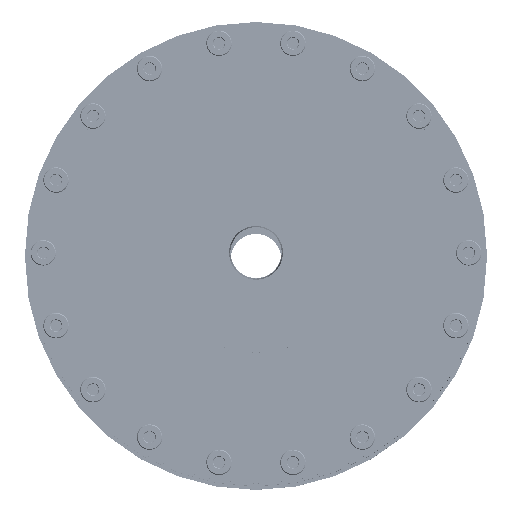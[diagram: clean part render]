
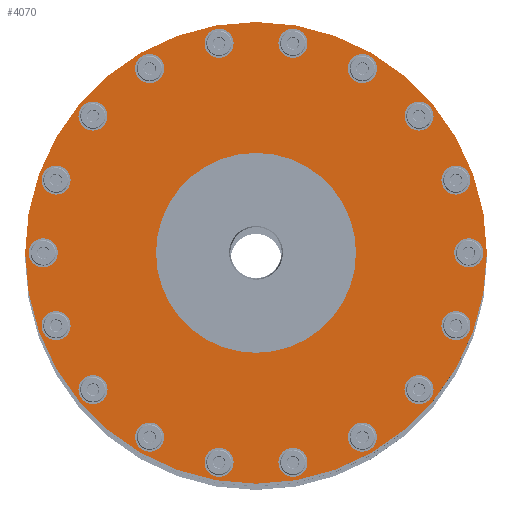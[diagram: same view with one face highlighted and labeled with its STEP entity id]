
A CAD part, top view. The second image highlights one B-rep face of the part: STEP entity #4070.
In plain terms, the highlighted face is planar.
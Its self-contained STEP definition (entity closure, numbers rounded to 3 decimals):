
#745=FACE_BOUND('',#1331,.T.);
#746=FACE_BOUND('',#1332,.T.);
#747=FACE_BOUND('',#1333,.T.);
#748=FACE_BOUND('',#1334,.T.);
#749=FACE_BOUND('',#1335,.T.);
#750=FACE_BOUND('',#1336,.T.);
#751=FACE_BOUND('',#1337,.T.);
#752=FACE_BOUND('',#1338,.T.);
#753=FACE_BOUND('',#1339,.T.);
#754=FACE_BOUND('',#1340,.T.);
#755=FACE_BOUND('',#1341,.T.);
#756=FACE_BOUND('',#1342,.T.);
#757=FACE_BOUND('',#1343,.T.);
#758=FACE_BOUND('',#1344,.T.);
#759=FACE_BOUND('',#1345,.T.);
#760=FACE_BOUND('',#1346,.T.);
#761=FACE_BOUND('',#1347,.T.);
#762=FACE_BOUND('',#1348,.T.);
#763=FACE_BOUND('',#1349,.T.);
#783=PLANE('',#4497);
#1038=FACE_OUTER_BOUND('',#1330,.T.);
#1330=EDGE_LOOP('',(#3305));
#1331=EDGE_LOOP('',(#3306));
#1332=EDGE_LOOP('',(#3307));
#1333=EDGE_LOOP('',(#3308));
#1334=EDGE_LOOP('',(#3309));
#1335=EDGE_LOOP('',(#3310));
#1336=EDGE_LOOP('',(#3311));
#1337=EDGE_LOOP('',(#3312));
#1338=EDGE_LOOP('',(#3313));
#1339=EDGE_LOOP('',(#3314));
#1340=EDGE_LOOP('',(#3315));
#1341=EDGE_LOOP('',(#3316));
#1342=EDGE_LOOP('',(#3317));
#1343=EDGE_LOOP('',(#3318));
#1344=EDGE_LOOP('',(#3319));
#1345=EDGE_LOOP('',(#3320));
#1346=EDGE_LOOP('',(#3321));
#1347=EDGE_LOOP('',(#3322));
#1348=EDGE_LOOP('',(#3323));
#1349=EDGE_LOOP('',(#3324));
#1964=CIRCLE('',#4445,2.);
#1979=CIRCLE('',#4474,27.5);
#1981=CIRCLE('',#4478,63.5);
#1999=CIRCLE('',#4498,2.);
#2000=CIRCLE('',#4499,2.);
#2001=CIRCLE('',#4500,2.);
#2002=CIRCLE('',#4501,2.);
#2003=CIRCLE('',#4502,2.);
#2004=CIRCLE('',#4503,2.);
#2005=CIRCLE('',#4504,2.);
#2006=CIRCLE('',#4505,2.);
#2007=CIRCLE('',#4506,2.);
#2008=CIRCLE('',#4507,2.);
#2009=CIRCLE('',#4508,2.);
#2010=CIRCLE('',#4509,2.);
#2011=CIRCLE('',#4510,2.);
#2012=CIRCLE('',#4511,2.);
#2013=CIRCLE('',#4512,2.);
#2014=CIRCLE('',#4513,2.);
#2015=CIRCLE('',#4514,2.);
#2165=VERTEX_POINT('',#6397);
#2180=VERTEX_POINT('',#6449);
#2182=VERTEX_POINT('',#6456);
#2200=VERTEX_POINT('',#6495);
#2201=VERTEX_POINT('',#6497);
#2202=VERTEX_POINT('',#6499);
#2203=VERTEX_POINT('',#6501);
#2204=VERTEX_POINT('',#6503);
#2205=VERTEX_POINT('',#6505);
#2206=VERTEX_POINT('',#6507);
#2207=VERTEX_POINT('',#6509);
#2208=VERTEX_POINT('',#6511);
#2209=VERTEX_POINT('',#6513);
#2210=VERTEX_POINT('',#6515);
#2211=VERTEX_POINT('',#6517);
#2212=VERTEX_POINT('',#6519);
#2213=VERTEX_POINT('',#6521);
#2214=VERTEX_POINT('',#6523);
#2215=VERTEX_POINT('',#6525);
#2216=VERTEX_POINT('',#6527);
#2557=EDGE_CURVE('',#2165,#2165,#1964,.T.);
#2580=EDGE_CURVE('',#2180,#2180,#1979,.T.);
#2583=EDGE_CURVE('',#2182,#2182,#1981,.T.);
#2601=EDGE_CURVE('',#2200,#2200,#1999,.T.);
#2602=EDGE_CURVE('',#2201,#2201,#2000,.T.);
#2603=EDGE_CURVE('',#2202,#2202,#2001,.T.);
#2604=EDGE_CURVE('',#2203,#2203,#2002,.T.);
#2605=EDGE_CURVE('',#2204,#2204,#2003,.T.);
#2606=EDGE_CURVE('',#2205,#2205,#2004,.T.);
#2607=EDGE_CURVE('',#2206,#2206,#2005,.T.);
#2608=EDGE_CURVE('',#2207,#2207,#2006,.T.);
#2609=EDGE_CURVE('',#2208,#2208,#2007,.T.);
#2610=EDGE_CURVE('',#2209,#2209,#2008,.T.);
#2611=EDGE_CURVE('',#2210,#2210,#2009,.T.);
#2612=EDGE_CURVE('',#2211,#2211,#2010,.T.);
#2613=EDGE_CURVE('',#2212,#2212,#2011,.T.);
#2614=EDGE_CURVE('',#2213,#2213,#2012,.T.);
#2615=EDGE_CURVE('',#2214,#2214,#2013,.T.);
#2616=EDGE_CURVE('',#2215,#2215,#2014,.T.);
#2617=EDGE_CURVE('',#2216,#2216,#2015,.T.);
#3305=ORIENTED_EDGE('',*,*,#2583,.F.);
#3306=ORIENTED_EDGE('',*,*,#2601,.T.);
#3307=ORIENTED_EDGE('',*,*,#2602,.T.);
#3308=ORIENTED_EDGE('',*,*,#2603,.T.);
#3309=ORIENTED_EDGE('',*,*,#2604,.T.);
#3310=ORIENTED_EDGE('',*,*,#2605,.T.);
#3311=ORIENTED_EDGE('',*,*,#2606,.T.);
#3312=ORIENTED_EDGE('',*,*,#2607,.T.);
#3313=ORIENTED_EDGE('',*,*,#2608,.T.);
#3314=ORIENTED_EDGE('',*,*,#2609,.T.);
#3315=ORIENTED_EDGE('',*,*,#2610,.T.);
#3316=ORIENTED_EDGE('',*,*,#2611,.T.);
#3317=ORIENTED_EDGE('',*,*,#2612,.T.);
#3318=ORIENTED_EDGE('',*,*,#2613,.T.);
#3319=ORIENTED_EDGE('',*,*,#2614,.T.);
#3320=ORIENTED_EDGE('',*,*,#2615,.T.);
#3321=ORIENTED_EDGE('',*,*,#2616,.T.);
#3322=ORIENTED_EDGE('',*,*,#2617,.T.);
#3323=ORIENTED_EDGE('',*,*,#2557,.T.);
#3324=ORIENTED_EDGE('',*,*,#2580,.T.);
#4070=ADVANCED_FACE('',(#1038,#745,#746,#747,#748,#749,#750,#751,#752,#753,
#754,#755,#756,#757,#758,#759,#760,#761,#762,#763),#783,.F.);
#4445=AXIS2_PLACEMENT_3D('',#6399,#5225,#5226);
#4474=AXIS2_PLACEMENT_3D('',#6451,#5291,#5292);
#4478=AXIS2_PLACEMENT_3D('',#6458,#5300,#5301);
#4497=AXIS2_PLACEMENT_3D('',#6494,#5338,#5339);
#4498=AXIS2_PLACEMENT_3D('',#6496,#5340,#5341);
#4499=AXIS2_PLACEMENT_3D('',#6498,#5342,#5343);
#4500=AXIS2_PLACEMENT_3D('',#6500,#5344,#5345);
#4501=AXIS2_PLACEMENT_3D('',#6502,#5346,#5347);
#4502=AXIS2_PLACEMENT_3D('',#6504,#5348,#5349);
#4503=AXIS2_PLACEMENT_3D('',#6506,#5350,#5351);
#4504=AXIS2_PLACEMENT_3D('',#6508,#5352,#5353);
#4505=AXIS2_PLACEMENT_3D('',#6510,#5354,#5355);
#4506=AXIS2_PLACEMENT_3D('',#6512,#5356,#5357);
#4507=AXIS2_PLACEMENT_3D('',#6514,#5358,#5359);
#4508=AXIS2_PLACEMENT_3D('',#6516,#5360,#5361);
#4509=AXIS2_PLACEMENT_3D('',#6518,#5362,#5363);
#4510=AXIS2_PLACEMENT_3D('',#6520,#5364,#5365);
#4511=AXIS2_PLACEMENT_3D('',#6522,#5366,#5367);
#4512=AXIS2_PLACEMENT_3D('',#6524,#5368,#5369);
#4513=AXIS2_PLACEMENT_3D('',#6526,#5370,#5371);
#4514=AXIS2_PLACEMENT_3D('',#6528,#5372,#5373);
#5225=DIRECTION('center_axis',(0.,0.,1.));
#5226=DIRECTION('ref_axis',(-1.,0.,0.));
#5291=DIRECTION('center_axis',(0.,0.,1.));
#5292=DIRECTION('ref_axis',(1.,0.,0.));
#5300=DIRECTION('center_axis',(0.,0.,1.));
#5301=DIRECTION('ref_axis',(1.,0.,0.));
#5338=DIRECTION('center_axis',(0.,0.,1.));
#5339=DIRECTION('ref_axis',(1.,0.,0.));
#5340=DIRECTION('center_axis',(0.,0.,1.));
#5341=DIRECTION('ref_axis',(-0.94,0.342,0.));
#5342=DIRECTION('center_axis',(0.,0.,1.));
#5343=DIRECTION('ref_axis',(-0.766,0.643,0.));
#5344=DIRECTION('center_axis',(0.,0.,1.));
#5345=DIRECTION('ref_axis',(-0.5,0.866,0.));
#5346=DIRECTION('center_axis',(0.,0.,1.));
#5347=DIRECTION('ref_axis',(-0.174,0.985,0.));
#5348=DIRECTION('center_axis',(0.,0.,1.));
#5349=DIRECTION('ref_axis',(0.174,0.985,0.));
#5350=DIRECTION('center_axis',(0.,0.,1.));
#5351=DIRECTION('ref_axis',(0.5,0.866,0.));
#5352=DIRECTION('center_axis',(0.,0.,1.));
#5353=DIRECTION('ref_axis',(0.766,0.643,0.));
#5354=DIRECTION('center_axis',(0.,0.,1.));
#5355=DIRECTION('ref_axis',(0.94,0.342,0.));
#5356=DIRECTION('center_axis',(0.,0.,1.));
#5357=DIRECTION('ref_axis',(1.,0.,0.));
#5358=DIRECTION('center_axis',(0.,0.,1.));
#5359=DIRECTION('ref_axis',(0.94,-0.342,0.));
#5360=DIRECTION('center_axis',(0.,0.,1.));
#5361=DIRECTION('ref_axis',(0.766,-0.643,0.));
#5362=DIRECTION('center_axis',(0.,0.,1.));
#5363=DIRECTION('ref_axis',(0.5,-0.866,0.));
#5364=DIRECTION('center_axis',(0.,0.,1.));
#5365=DIRECTION('ref_axis',(0.174,-0.985,0.));
#5366=DIRECTION('center_axis',(0.,0.,1.));
#5367=DIRECTION('ref_axis',(-0.174,-0.985,0.));
#5368=DIRECTION('center_axis',(0.,0.,1.));
#5369=DIRECTION('ref_axis',(-0.5,-0.866,0.));
#5370=DIRECTION('center_axis',(0.,0.,1.));
#5371=DIRECTION('ref_axis',(-0.766,-0.643,0.));
#5372=DIRECTION('center_axis',(0.,0.,1.));
#5373=DIRECTION('ref_axis',(-0.94,-0.342,0.));
#6397=CARTESIAN_POINT('',(60.53,0.,0.));
#6399=CARTESIAN_POINT('Origin',(58.53,0.,0.));
#6449=CARTESIAN_POINT('',(-27.5,0.,0.));
#6451=CARTESIAN_POINT('Origin',(0.,0.,0.));
#6456=CARTESIAN_POINT('',(-63.5,0.,0.));
#6458=CARTESIAN_POINT('Origin',(0.,0.,0.));
#6494=CARTESIAN_POINT('Origin',(0.,0.,0.));
#6495=CARTESIAN_POINT('',(56.88,-20.702,0.));
#6496=CARTESIAN_POINT('Origin',(55.,-20.018,0.));
#6497=CARTESIAN_POINT('',(46.369,-38.908,0.));
#6498=CARTESIAN_POINT('Origin',(44.837,-37.622,0.));
#6499=CARTESIAN_POINT('',(30.265,-52.421,0.));
#6500=CARTESIAN_POINT('Origin',(29.265,-50.688,0.));
#6501=CARTESIAN_POINT('',(10.511,-59.61,0.));
#6502=CARTESIAN_POINT('Origin',(10.164,-57.641,0.));
#6503=CARTESIAN_POINT('',(-10.511,-59.61,0.));
#6504=CARTESIAN_POINT('Origin',(-10.164,-57.641,0.));
#6505=CARTESIAN_POINT('',(-30.265,-52.421,0.));
#6506=CARTESIAN_POINT('Origin',(-29.265,-50.688,0.));
#6507=CARTESIAN_POINT('',(-46.369,-38.908,0.));
#6508=CARTESIAN_POINT('Origin',(-44.837,-37.622,0.));
#6509=CARTESIAN_POINT('',(-56.88,-20.702,0.));
#6510=CARTESIAN_POINT('Origin',(-55.,-20.018,0.));
#6511=CARTESIAN_POINT('',(-60.53,0.,0.));
#6512=CARTESIAN_POINT('Origin',(-58.53,0.,0.));
#6513=CARTESIAN_POINT('',(-56.88,20.702,0.));
#6514=CARTESIAN_POINT('Origin',(-55.,20.018,0.));
#6515=CARTESIAN_POINT('',(-46.369,38.908,0.));
#6516=CARTESIAN_POINT('Origin',(-44.837,37.622,0.));
#6517=CARTESIAN_POINT('',(-30.265,52.421,0.));
#6518=CARTESIAN_POINT('Origin',(-29.265,50.688,0.));
#6519=CARTESIAN_POINT('',(-10.511,59.61,0.));
#6520=CARTESIAN_POINT('Origin',(-10.164,57.641,0.));
#6521=CARTESIAN_POINT('',(10.511,59.61,0.));
#6522=CARTESIAN_POINT('Origin',(10.164,57.641,0.));
#6523=CARTESIAN_POINT('',(30.265,52.421,0.));
#6524=CARTESIAN_POINT('Origin',(29.265,50.688,0.));
#6525=CARTESIAN_POINT('',(46.369,38.908,0.));
#6526=CARTESIAN_POINT('Origin',(44.837,37.622,0.));
#6527=CARTESIAN_POINT('',(56.88,20.702,0.));
#6528=CARTESIAN_POINT('Origin',(55.,20.018,0.));
